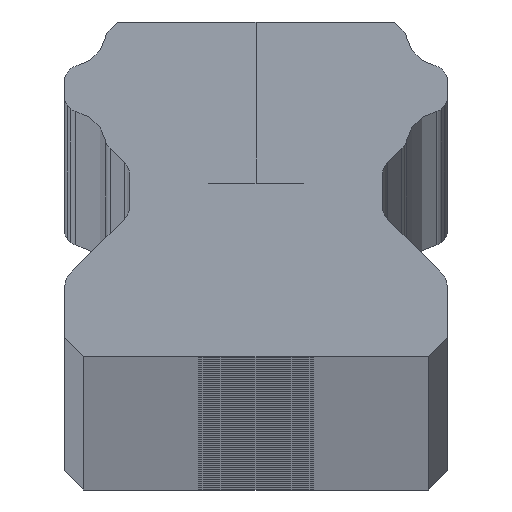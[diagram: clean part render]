
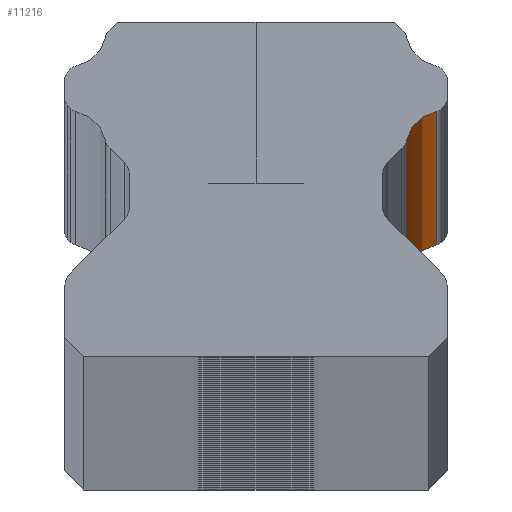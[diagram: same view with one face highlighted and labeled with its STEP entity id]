
A CAD part, top view. The second image highlights one B-rep face of the part: STEP entity #11216.
In plain terms, the highlighted cylindrical face has radius 2 mm (diameter 4 mm), a partial arc.
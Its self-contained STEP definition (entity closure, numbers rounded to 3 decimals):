
#551 = VECTOR ( 'NONE', #5865, 1000. ) ;
#693 = VERTEX_POINT ( 'NONE', #10022 ) ;
#720 = DIRECTION ( 'NONE',  ( 0., 0., -1. ) ) ;
#1669 = DIRECTION ( 'NONE',  ( 0., 0., -1. ) ) ;
#1920 = LINE ( 'NONE', #4984, #4933 ) ;
#2034 = DIRECTION ( 'NONE',  ( -1., 0., 0. ) ) ;
#2454 = EDGE_CURVE ( 'NONE', #9099, #11053, #2824, .T. ) ;
#2824 = CIRCLE ( 'NONE', #6184, 2. ) ;
#2838 = DIRECTION ( 'NONE',  ( 0., 0., -1. ) ) ;
#3054 = CIRCLE ( 'NONE', #7011, 2. ) ;
#3069 = CARTESIAN_POINT ( 'NONE',  ( 7.847, -2.767, -2000. ) ) ;
#3107 = EDGE_CURVE ( 'NONE', #693, #9099, #4680, .T. ) ;
#3243 = ORIENTED_EDGE ( 'NONE', *, *, #7702, .F. ) ;
#3271 = CYLINDRICAL_SURFACE ( 'NONE', #11082, 2. ) ;
#3318 = DIRECTION ( 'NONE',  ( -1., 0., 0. ) ) ;
#3403 = DIRECTION ( 'NONE',  ( -1., 0., 0. ) ) ;
#4277 = VERTEX_POINT ( 'NONE', #10840 ) ;
#4680 = LINE ( 'NONE', #9497, #551 ) ;
#4933 = VECTOR ( 'NONE', #7834, 1000. ) ;
#4984 = CARTESIAN_POINT ( 'NONE',  ( 9.432, -1.182, 2000. ) ) ;
#5068 = ORIENTED_EDGE ( 'NONE', *, *, #3107, .T. ) ;
#5080 = ORIENTED_EDGE ( 'NONE', *, *, #5418, .F. ) ;
#5418 = EDGE_CURVE ( 'NONE', #4277, #11053, #1920, .T. ) ;
#5515 = FACE_OUTER_BOUND ( 'NONE', #7472, .T. ) ;
#5865 = DIRECTION ( 'NONE',  ( 0., 0., -1. ) ) ;
#6184 = AXIS2_PLACEMENT_3D ( 'NONE', #7236, #2838, #2034 ) ;
#7011 = AXIS2_PLACEMENT_3D ( 'NONE', #7150, #1669, #3403 ) ;
#7150 = CARTESIAN_POINT ( 'NONE',  ( 9.811, -3.146, 2000. ) ) ;
#7236 = CARTESIAN_POINT ( 'NONE',  ( 9.811, -3.146, -2000. ) ) ;
#7472 = EDGE_LOOP ( 'NONE', ( #8900, #5080, #3243, #5068 ) ) ;
#7702 = EDGE_CURVE ( 'NONE', #693, #4277, #3054, .T. ) ;
#7834 = DIRECTION ( 'NONE',  ( 0., 0., -1. ) ) ;
#7992 = CARTESIAN_POINT ( 'NONE',  ( 9.432, -1.182, -2000. ) ) ;
#8900 = ORIENTED_EDGE ( 'NONE', *, *, #2454, .T. ) ;
#9099 = VERTEX_POINT ( 'NONE', #3069 ) ;
#9497 = CARTESIAN_POINT ( 'NONE',  ( 7.847, -2.767, 2000. ) ) ;
#10022 = CARTESIAN_POINT ( 'NONE',  ( 7.847, -2.767, 2000. ) ) ;
#10691 = CARTESIAN_POINT ( 'NONE',  ( 9.811, -3.146, 2000. ) ) ;
#10840 = CARTESIAN_POINT ( 'NONE',  ( 9.432, -1.182, 2000. ) ) ;
#11053 = VERTEX_POINT ( 'NONE', #7992 ) ;
#11082 = AXIS2_PLACEMENT_3D ( 'NONE', #10691, #720, #3318 ) ;
#11216 = ADVANCED_FACE ( 'NONE', ( #5515 ), #3271, .F. ) ;
